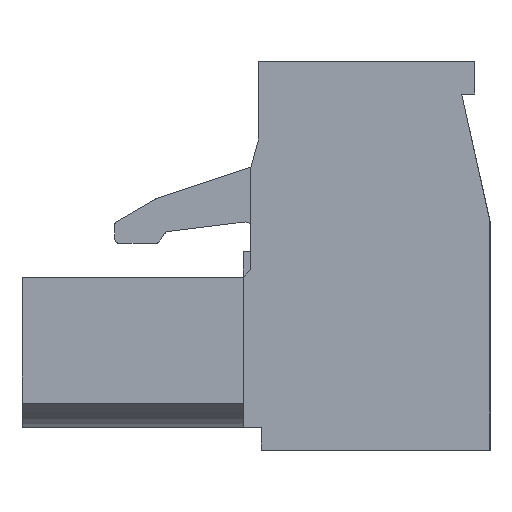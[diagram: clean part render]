
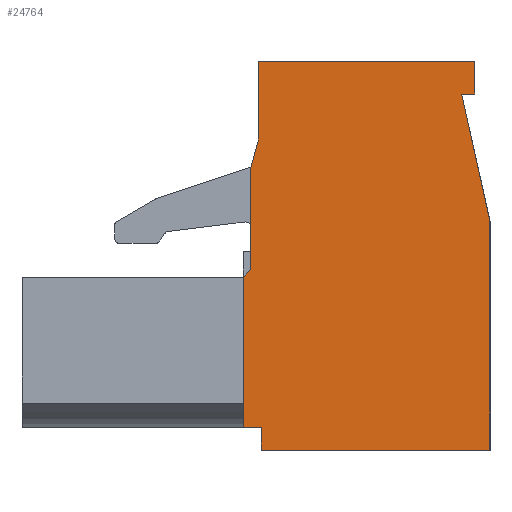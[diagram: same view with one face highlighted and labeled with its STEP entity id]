
A CAD part, left-side view. The second image highlights one B-rep face of the part: STEP entity #24764.
In plain terms, the highlighted planar face has unit normal (-1, 0, 0).
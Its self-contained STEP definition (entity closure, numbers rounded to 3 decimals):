
#4381=ORIENTED_EDGE('',*,*,#9554,.F.);
#4382=ORIENTED_EDGE('',*,*,#8546,.F.);
#4383=ORIENTED_EDGE('',*,*,#9043,.F.);
#4384=ORIENTED_EDGE('',*,*,#8228,.F.);
#4385=ORIENTED_EDGE('',*,*,#9029,.F.);
#4386=ORIENTED_EDGE('',*,*,#8601,.F.);
#4387=ORIENTED_EDGE('',*,*,#8300,.F.);
#4388=ORIENTED_EDGE('',*,*,#9030,.F.);
#4389=ORIENTED_EDGE('',*,*,#8180,.F.);
#4390=ORIENTED_EDGE('',*,*,#9034,.F.);
#4391=ORIENTED_EDGE('',*,*,#9037,.F.);
#4392=ORIENTED_EDGE('',*,*,#7706,.F.);
#4393=ORIENTED_EDGE('',*,*,#9074,.F.);
#7706=EDGE_CURVE('',#11207,#11208,#13517,.T.);
#8180=EDGE_CURVE('',#11620,#11621,#13950,.T.);
#8228=EDGE_CURVE('',#11668,#11669,#13998,.T.);
#8300=EDGE_CURVE('',#11730,#11731,#14069,.T.);
#8546=EDGE_CURVE('',#11965,#11966,#14270,.T.);
#8601=EDGE_CURVE('',#11731,#12011,#14324,.T.);
#9029=EDGE_CURVE('',#12011,#11668,#14711,.T.);
#9030=EDGE_CURVE('',#11621,#11730,#14712,.T.);
#9034=EDGE_CURVE('',#12311,#11620,#14716,.T.);
#9037=EDGE_CURVE('',#11208,#12311,#14719,.T.);
#9043=EDGE_CURVE('',#11669,#11965,#14725,.T.);
#9074=EDGE_CURVE('',#12323,#11207,#14754,.T.);
#9554=EDGE_CURVE('',#11966,#12323,#15170,.T.);
#11207=VERTEX_POINT('',#33964);
#11208=VERTEX_POINT('',#33966);
#11620=VERTEX_POINT('',#34914);
#11621=VERTEX_POINT('',#34916);
#11668=VERTEX_POINT('',#35011);
#11669=VERTEX_POINT('',#35013);
#11730=VERTEX_POINT('',#35146);
#11731=VERTEX_POINT('',#35148);
#11965=VERTEX_POINT('',#35632);
#11966=VERTEX_POINT('',#35634);
#12011=VERTEX_POINT('',#35744);
#12311=VERTEX_POINT('',#36582);
#12323=VERTEX_POINT('',#36660);
#13517=LINE('',#33965,#16665);
#13950=LINE('',#34915,#17098);
#13998=LINE('',#35012,#17146);
#14069=LINE('',#35147,#17217);
#14270=LINE('',#35633,#17418);
#14324=LINE('',#35743,#17472);
#14711=LINE('',#36572,#17859);
#14712=LINE('',#36574,#17860);
#14716=LINE('',#36583,#17864);
#14719=LINE('',#36588,#17867);
#14725=LINE('',#36597,#17873);
#14754=LINE('',#36661,#17902);
#15170=LINE('',#37710,#18318);
#16665=VECTOR('',#27395,1000.);
#17098=VECTOR('',#28036,1000.);
#17146=VECTOR('',#28086,1000.);
#17217=VECTOR('',#28161,1000.);
#17418=VECTOR('',#28462,1000.);
#17472=VECTOR('',#28538,1000.);
#17859=VECTOR('',#29215,1000.);
#17860=VECTOR('',#29218,1000.);
#17864=VECTOR('',#29224,1000.);
#17867=VECTOR('',#29229,1000.);
#17873=VECTOR('',#29239,1000.);
#17902=VECTOR('',#29318,1000.);
#18318=VECTOR('',#30688,1000.);
#20632=EDGE_LOOP('',(#4381,#4382,#4383,#4384,#4385,#4386,#4387,#4388,#4389,
#4390,#4391,#4392,#4393));
#22201=FACE_BOUND('',#20632,.T.);
#23510=PLANE('',#26551);
#24764=ADVANCED_FACE('',(#22201),#23510,.F.);
#26551=AXIS2_PLACEMENT_3D('',#37844,#30850,#30851);
#27395=DIRECTION('',(0.,0.,1.));
#28036=DIRECTION('',(0.,-1.,0.));
#28086=DIRECTION('',(0.,1.,0.));
#28161=DIRECTION('',(0.,1.,0.));
#28462=DIRECTION('',(0.,1.,0.));
#28538=DIRECTION('',(0.,-0.217,-0.976));
#29215=DIRECTION('',(0.,0.,-1.));
#29218=DIRECTION('',(0.,0.,-1.));
#29224=DIRECTION('',(0.,0.,1.));
#29229=DIRECTION('',(0.,-0.263,0.965));
#29239=DIRECTION('',(0.,0.,1.));
#29318=DIRECTION('',(0.,-0.707,0.707));
#30688=DIRECTION('',(0.,0.,1.));
#30850=DIRECTION('',(1.,0.,0.));
#30851=DIRECTION('',(0.,0.,-1.));
#33964=CARTESIAN_POINT('',(-28.04,4.85,2.575));
#33965=CARTESIAN_POINT('',(-28.04,4.85,6.55));
#33966=CARTESIAN_POINT('',(-28.04,4.85,6.55));
#34914=CARTESIAN_POINT('',(-28.04,4.55,10.65));
#34915=CARTESIAN_POINT('',(-28.04,-3.85,10.65));
#34916=CARTESIAN_POINT('',(-28.04,-3.85,10.65));
#35011=CARTESIAN_POINT('',(-28.04,-4.45,-4.45));
#35012=CARTESIAN_POINT('',(-28.04,4.45,-4.45));
#35013=CARTESIAN_POINT('',(-28.04,4.45,-4.45));
#35146=CARTESIAN_POINT('',(-28.04,-3.85,9.4));
#35147=CARTESIAN_POINT('',(-28.04,-3.35,9.4));
#35148=CARTESIAN_POINT('',(-28.04,-3.35,9.4));
#35632=CARTESIAN_POINT('',(-28.04,4.45,-3.575));
#35633=CARTESIAN_POINT('',(-28.04,5.15,-3.575));
#35634=CARTESIAN_POINT('',(-28.04,5.15,-3.575));
#35743=CARTESIAN_POINT('',(-28.04,-3.35,9.4));
#35744=CARTESIAN_POINT('',(-28.04,-4.45,4.45));
#36572=CARTESIAN_POINT('',(-28.04,-4.45,-4.45));
#36574=CARTESIAN_POINT('',(-28.04,-3.85,9.4));
#36582=CARTESIAN_POINT('',(-28.04,4.55,7.65));
#36583=CARTESIAN_POINT('',(-28.04,4.55,10.65));
#36588=CARTESIAN_POINT('',(-28.04,4.55,7.65));
#36597=CARTESIAN_POINT('',(-28.04,4.45,-3.575));
#36660=CARTESIAN_POINT('',(-28.04,5.15,2.275));
#36661=CARTESIAN_POINT('',(-28.04,5.15,2.275));
#37710=CARTESIAN_POINT('',(-28.04,5.15,2.275));
#37844=CARTESIAN_POINT('',(-28.04,0.,0.));
